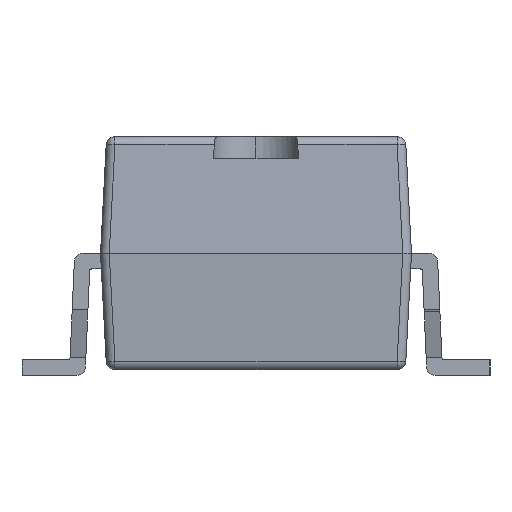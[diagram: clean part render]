
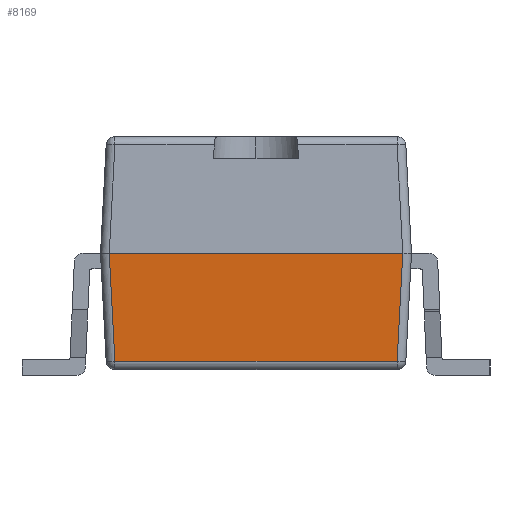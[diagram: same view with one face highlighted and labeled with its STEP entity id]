
A CAD part, left-side view. The second image highlights one B-rep face of the part: STEP entity #8169.
In plain terms, the highlighted planar face has unit normal (-0.999, 0, -0.052).
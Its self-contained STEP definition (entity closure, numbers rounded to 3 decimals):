
#266 = EDGE_CURVE ( 'NONE', #5672, #15944, #18795, .T. ) ;
#1321 = ORIENTED_EDGE ( 'NONE', *, *, #266, .T. ) ;
#1397 = DIRECTION ( 'NONE',  ( -0.052, -0.052, 0.997 ) ) ;
#2151 = EDGE_CURVE ( 'NONE', #15944, #10064, #8001, .T. ) ;
#2239 = DIRECTION ( 'NONE',  ( 0.052, -0.052, -0.997 ) ) ;
#2530 = PLANE ( 'NONE',  #11533 ) ;
#4245 = VECTOR ( 'NONE', #18574, 1000. ) ;
#5035 = CARTESIAN_POINT ( 'NONE',  ( -9.715, -3.415, -2.475 ) ) ;
#5040 = EDGE_LOOP ( 'NONE', ( #14387, #11809, #1321, #15720 ) ) ;
#5672 = VERTEX_POINT ( 'NONE', #8883 ) ;
#6426 = DIRECTION ( 'NONE',  ( -0.052, 0., 0.999 ) ) ;
#8001 = LINE ( 'NONE', #19753, #20539 ) ;
#8019 = VECTOR ( 'NONE', #18121, 1000. ) ;
#8169 = ADVANCED_FACE ( 'NONE', ( #10877 ), #2530, .T. ) ;
#8181 = CARTESIAN_POINT ( 'NONE',  ( -9.845, -3.355, 0. ) ) ;
#8883 = CARTESIAN_POINT ( 'NONE',  ( -9.715, 3.226, -2.475 ) ) ;
#9480 = LINE ( 'NONE', #11367, #8019 ) ;
#10064 = VERTEX_POINT ( 'NONE', #8181 ) ;
#10877 = FACE_OUTER_BOUND ( 'NONE', #5040, .T. ) ;
#11367 = CARTESIAN_POINT ( 'NONE',  ( -9.845, -3.555, 0. ) ) ;
#11533 = AXIS2_PLACEMENT_3D ( 'NONE', #14849, #13092, #6426 ) ;
#11809 = ORIENTED_EDGE ( 'NONE', *, *, #14987, .T. ) ;
#12703 = LINE ( 'NONE', #18831, #17428 ) ;
#13092 = DIRECTION ( 'NONE',  ( -0.999, 0., -0.052 ) ) ;
#14333 = EDGE_CURVE ( 'NONE', #19822, #10064, #9480, .T. ) ;
#14387 = ORIENTED_EDGE ( 'NONE', *, *, #14333, .F. ) ;
#14849 = CARTESIAN_POINT ( 'NONE',  ( -9.845, 3.555, 0. ) ) ;
#14987 = EDGE_CURVE ( 'NONE', #19822, #5672, #12703, .T. ) ;
#15219 = CARTESIAN_POINT ( 'NONE',  ( -9.715, -3.226, -2.475 ) ) ;
#15716 = CARTESIAN_POINT ( 'NONE',  ( -9.845, 3.355, 0. ) ) ;
#15720 = ORIENTED_EDGE ( 'NONE', *, *, #2151, .T. ) ;
#15944 = VERTEX_POINT ( 'NONE', #15219 ) ;
#17428 = VECTOR ( 'NONE', #2239, 1000. ) ;
#18121 = DIRECTION ( 'NONE',  ( 0., -1., 0. ) ) ;
#18574 = DIRECTION ( 'NONE',  ( 0., -1., 0. ) ) ;
#18795 = LINE ( 'NONE', #5035, #4245 ) ;
#18831 = CARTESIAN_POINT ( 'NONE',  ( -9.846, 3.356, 0.01 ) ) ;
#19753 = CARTESIAN_POINT ( 'NONE',  ( -9.826, -3.336, -0.36 ) ) ;
#19822 = VERTEX_POINT ( 'NONE', #15716 ) ;
#20539 = VECTOR ( 'NONE', #1397, 1000. ) ;
